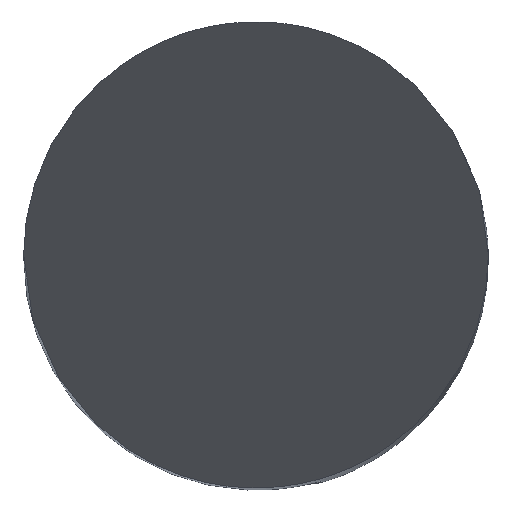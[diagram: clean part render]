
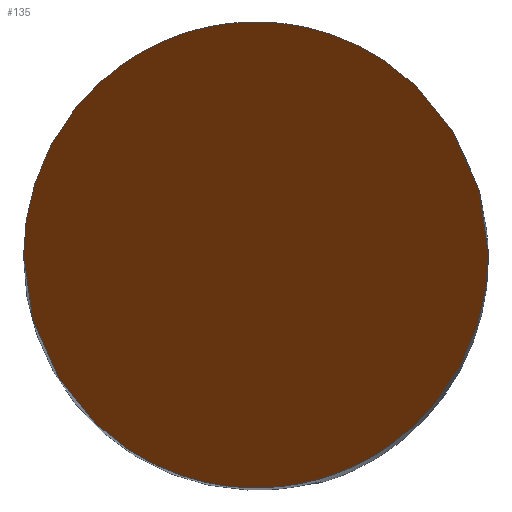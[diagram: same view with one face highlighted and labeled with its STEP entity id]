
A CAD part, top view. The second image highlights one B-rep face of the part: STEP entity #135.
In plain terms, the highlighted planar face has unit normal (0, -0.866, 0.5).
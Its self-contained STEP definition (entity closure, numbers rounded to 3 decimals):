
#50=PLANE('',#724);
#135=ADVANCED_FACE('',(#174),#50,.F.);
#174=FACE_OUTER_BOUND('',#213,.T.);
#213=EDGE_LOOP('',(#330,#331));
#330=ORIENTED_EDGE('',*,*,#560,.T.);
#331=ORIENTED_EDGE('',*,*,#559,.T.);
#492=VERTEX_POINT('',#1028);
#493=VERTEX_POINT('',#1029);
#559=EDGE_CURVE('',#492,#493,#666,.T.);
#560=EDGE_CURVE('',#493,#492,#667,.T.);
#666=(
BOUNDED_CURVE()
B_SPLINE_CURVE(3,(#1024,#1025,#1026,#1027),.UNSPECIFIED.,.F.,.F.)
B_SPLINE_CURVE_WITH_KNOTS((4,4),(0.,1.),.UNSPECIFIED.)
CURVE()
GEOMETRIC_REPRESENTATION_ITEM()
RATIONAL_B_SPLINE_CURVE((1.,0.333,0.333,1.))
REPRESENTATION_ITEM('')
);
#667=(
BOUNDED_CURVE()
B_SPLINE_CURVE(3,(#1030,#1031,#1032,#1033),.UNSPECIFIED.,.F.,.F.)
B_SPLINE_CURVE_WITH_KNOTS((4,4),(0.,1.),.UNSPECIFIED.)
CURVE()
GEOMETRIC_REPRESENTATION_ITEM()
RATIONAL_B_SPLINE_CURVE((1.,0.333,0.333,1.))
REPRESENTATION_ITEM('')
);
#724=AXIS2_PLACEMENT_3D('',#1156,#796,#797);
#796=DIRECTION('',(0.,0.866,-0.5));
#797=DIRECTION('',(0.,-0.5,-0.866));
#1024=CARTESIAN_POINT('',(3.,0.,0.));
#1025=CARTESIAN_POINT('',(3.,6.,10.392));
#1026=CARTESIAN_POINT('',(-3.,6.,10.392));
#1027=CARTESIAN_POINT('',(-3.,0.,0.));
#1028=CARTESIAN_POINT('',(3.,0.,0.));
#1029=CARTESIAN_POINT('',(-3.,0.,0.));
#1030=CARTESIAN_POINT('',(-3.,0.,0.));
#1031=CARTESIAN_POINT('',(-3.,-6.,-10.392));
#1032=CARTESIAN_POINT('',(3.,-6.,-10.392));
#1033=CARTESIAN_POINT('',(3.,0.,0.));
#1156=CARTESIAN_POINT('',(4.,3.,5.196));
